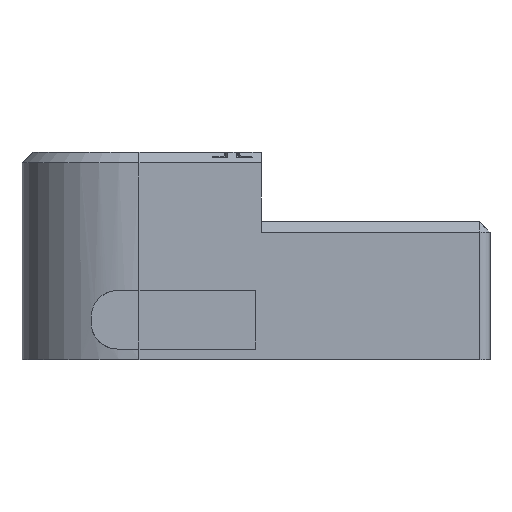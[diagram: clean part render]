
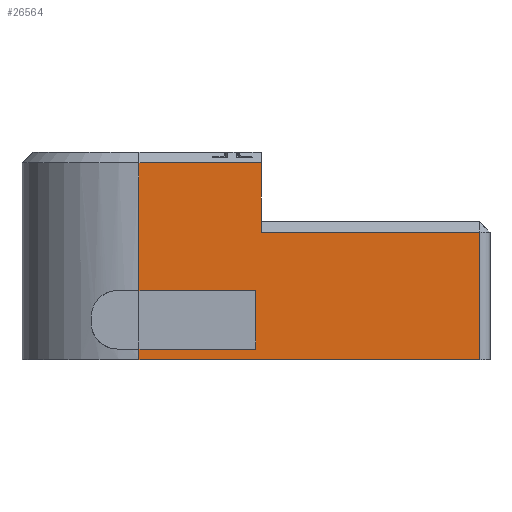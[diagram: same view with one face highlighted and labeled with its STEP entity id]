
A CAD part, left-side view. The second image highlights one B-rep face of the part: STEP entity #26564.
In plain terms, the highlighted planar face has unit normal (-1, 0, 0).
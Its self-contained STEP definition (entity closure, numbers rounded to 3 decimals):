
#3915=FACE_OUTER_BOUND('',#5395,.T.);
#5395=EDGE_LOOP('',(#17635,#17636,#17637,#17638,#17639,#17640,#17641,#17642,
#17643,#17644));
#6943=LINE('',#30733,#8678);
#6946=LINE('',#30739,#8681);
#6949=LINE('',#30743,#8684);
#6950=LINE('',#30746,#8685);
#6951=LINE('',#30748,#8686);
#6952=LINE('',#30750,#8687);
#6953=LINE('',#30752,#8688);
#6954=LINE('',#30754,#8689);
#6955=LINE('',#30756,#8690);
#6956=LINE('',#30757,#8691);
#8678=VECTOR('',#28375,10.);
#8681=VECTOR('',#28380,10.);
#8684=VECTOR('',#28385,10.);
#8685=VECTOR('',#28388,10.);
#8686=VECTOR('',#28389,10.);
#8687=VECTOR('',#28390,10.);
#8688=VECTOR('',#28391,10.);
#8689=VECTOR('',#28392,10.);
#8690=VECTOR('',#28393,10.);
#8691=VECTOR('',#28394,10.);
#10410=VERTEX_POINT('',#30724);
#10411=VERTEX_POINT('',#30726);
#10413=VERTEX_POINT('',#30732);
#10415=VERTEX_POINT('',#30738);
#10416=VERTEX_POINT('',#30745);
#10417=VERTEX_POINT('',#30747);
#10418=VERTEX_POINT('',#30749);
#10419=VERTEX_POINT('',#30751);
#10420=VERTEX_POINT('',#30753);
#10421=VERTEX_POINT('',#30755);
#13283=EDGE_CURVE('',#10413,#10411,#6943,.T.);
#13286=EDGE_CURVE('',#10415,#10413,#6946,.T.);
#13289=EDGE_CURVE('',#10410,#10415,#6949,.T.);
#13290=EDGE_CURVE('',#10416,#10411,#6950,.T.);
#13291=EDGE_CURVE('',#10417,#10416,#6951,.T.);
#13292=EDGE_CURVE('',#10417,#10418,#6952,.T.);
#13293=EDGE_CURVE('',#10419,#10418,#6953,.T.);
#13294=EDGE_CURVE('',#10419,#10420,#6954,.T.);
#13295=EDGE_CURVE('',#10421,#10420,#6955,.T.);
#13296=EDGE_CURVE('',#10410,#10421,#6956,.T.);
#17635=ORIENTED_EDGE('',*,*,#13283,.T.);
#17636=ORIENTED_EDGE('',*,*,#13290,.F.);
#17637=ORIENTED_EDGE('',*,*,#13291,.F.);
#17638=ORIENTED_EDGE('',*,*,#13292,.T.);
#17639=ORIENTED_EDGE('',*,*,#13293,.F.);
#17640=ORIENTED_EDGE('',*,*,#13294,.T.);
#17641=ORIENTED_EDGE('',*,*,#13295,.F.);
#17642=ORIENTED_EDGE('',*,*,#13296,.F.);
#17643=ORIENTED_EDGE('',*,*,#13289,.T.);
#17644=ORIENTED_EDGE('',*,*,#13286,.T.);
#26305=PLANE('',#28059);
#26564=ADVANCED_FACE('',(#3915),#26305,.T.);
#28059=AXIS2_PLACEMENT_3D('',#30744,#28386,#28387);
#28375=DIRECTION('',(0.,1.,0.));
#28380=DIRECTION('',(0.,0.,-1.));
#28385=DIRECTION('',(0.,-1.,0.));
#28386=DIRECTION('center_axis',(-1.,0.,0.));
#28387=DIRECTION('ref_axis',(0.,-1.,0.));
#28388=DIRECTION('',(0.,0.,1.));
#28389=DIRECTION('',(0.,1.,0.));
#28390=DIRECTION('',(0.,0.,1.));
#28391=DIRECTION('',(0.,-1.,0.));
#28392=DIRECTION('',(0.,0.,1.));
#28393=DIRECTION('',(0.,-1.,0.));
#28394=DIRECTION('',(0.,0.,1.));
#30724=CARTESIAN_POINT('',(128.,64.,-11.));
#30726=CARTESIAN_POINT('',(128.,64.,-22.));
#30732=CARTESIAN_POINT('',(128.,42.,-22.));
#30733=CARTESIAN_POINT('',(128.,53.,-22.));
#30738=CARTESIAN_POINT('',(128.,42.,-11.));
#30739=CARTESIAN_POINT('',(128.,42.,-5.5));
#30743=CARTESIAN_POINT('',(128.,64.,-11.));
#30744=CARTESIAN_POINT('Origin',(128.,64.,0.));
#30745=CARTESIAN_POINT('',(128.,64.,-24.));
#30746=CARTESIAN_POINT('',(128.,64.,0.));
#30747=CARTESIAN_POINT('',(128.,0.,-24.));
#30748=CARTESIAN_POINT('',(128.,64.,-24.));
#30749=CARTESIAN_POINT('',(128.,0.,0.));
#30750=CARTESIAN_POINT('',(128.,0.,0.));
#30751=CARTESIAN_POINT('',(128.,41.,0.));
#30752=CARTESIAN_POINT('',(128.,53.,0.));
#30753=CARTESIAN_POINT('',(128.,41.,13.));
#30754=CARTESIAN_POINT('',(128.,41.,0.));
#30755=CARTESIAN_POINT('',(128.,64.,13.));
#30756=CARTESIAN_POINT('',(128.,64.,13.));
#30757=CARTESIAN_POINT('',(128.,64.,0.));
